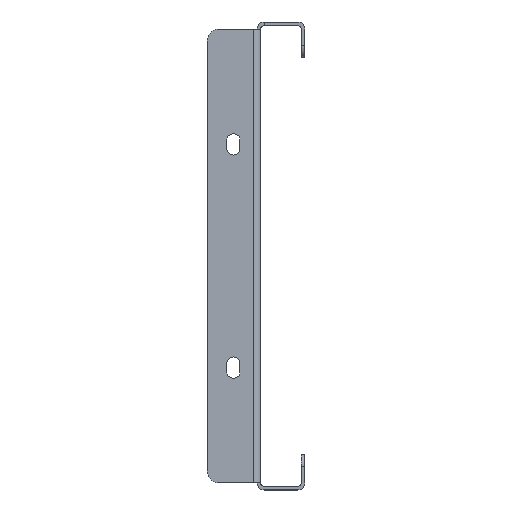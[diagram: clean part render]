
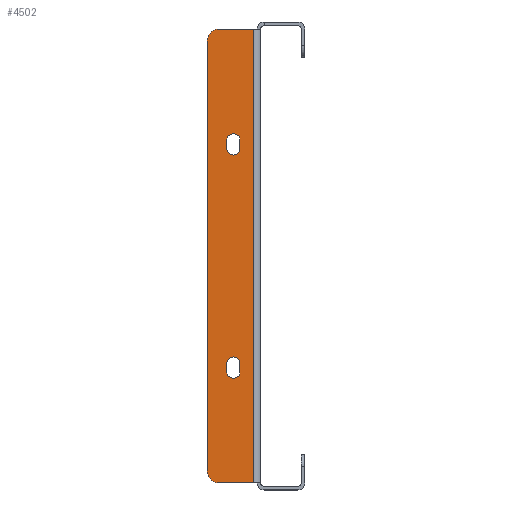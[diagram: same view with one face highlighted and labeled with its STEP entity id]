
A CAD part, left-side view. The second image highlights one B-rep face of the part: STEP entity #4502.
In plain terms, the highlighted planar face has unit normal (-1, 0, 0).
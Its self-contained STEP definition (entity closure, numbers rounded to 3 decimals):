
#8 = CARTESIAN_POINT ( 'NONE',  ( -246., 21., 95.5 ) ) ;
#111 = VECTOR ( 'NONE', #6371, 1000. ) ;
#145 = ORIENTED_EDGE ( 'NONE', *, *, #6315, .F. ) ;
#169 = FACE_BOUND ( 'NONE', #6395, .T. ) ;
#172 = VECTOR ( 'NONE', #3262, 1000. ) ;
#186 = ORIENTED_EDGE ( 'NONE', *, *, #340, .F. ) ;
#219 = CARTESIAN_POINT ( 'NONE',  ( -246., 12.75, 45.25 ) ) ;
#226 = VERTEX_POINT ( 'NONE', #6568 ) ;
#331 = EDGE_CURVE ( 'NONE', #4471, #1830, #6666, .T. ) ;
#340 = EDGE_CURVE ( 'NONE', #5246, #2054, #4558, .T. ) ;
#484 = ORIENTED_EDGE ( 'NONE', *, *, #3538, .F. ) ;
#560 = CARTESIAN_POINT ( 'NONE',  ( -246., 10., 45.25 ) ) ;
#566 = AXIS2_PLACEMENT_3D ( 'NONE', #3844, #6436, #2820 ) ;
#594 = LINE ( 'NONE', #2693, #111 ) ;
#687 = DIRECTION ( 'NONE',  ( 0., -1., 0. ) ) ;
#702 = EDGE_CURVE ( 'NONE', #2170, #2054, #3725, .T. ) ;
#793 = EDGE_CURVE ( 'NONE', #1377, #226, #594, .T. ) ;
#913 = DIRECTION ( 'NONE',  ( 0., 1., 0. ) ) ;
#1193 = VERTEX_POINT ( 'NONE', #5768 ) ;
#1194 = LINE ( 'NONE', #8, #172 ) ;
#1225 = VECTOR ( 'NONE', #5782, 1000. ) ;
#1297 = CARTESIAN_POINT ( 'NONE',  ( -246., 7.25, -45.25 ) ) ;
#1335 = LINE ( 'NONE', #1297, #4655 ) ;
#1377 = VERTEX_POINT ( 'NONE', #6147 ) ;
#1440 = CARTESIAN_POINT ( 'NONE',  ( -246., 0., 95.5 ) ) ;
#1570 = CARTESIAN_POINT ( 'NONE',  ( -246., 7.25, -45.25 ) ) ;
#1593 = DIRECTION ( 'NONE',  ( 0., -1., 0. ) ) ;
#1683 = DIRECTION ( 'NONE',  ( -1., 0., 0. ) ) ;
#1780 = ORIENTED_EDGE ( 'NONE', *, *, #4019, .F. ) ;
#1809 = EDGE_CURVE ( 'NONE', #6647, #3300, #3535, .T. ) ;
#1814 = VECTOR ( 'NONE', #5113, 1000. ) ;
#1822 = VECTOR ( 'NONE', #6063, 1000. ) ;
#1830 = VERTEX_POINT ( 'NONE', #4582 ) ;
#1914 = CARTESIAN_POINT ( 'NONE',  ( -246., 10., -45.25 ) ) ;
#1928 = DIRECTION ( 'NONE',  ( -1., 0., 0. ) ) ;
#1992 = AXIS2_PLACEMENT_3D ( 'NONE', #1914, #5616, #913 ) ;
#2054 = VERTEX_POINT ( 'NONE', #6374 ) ;
#2081 = VECTOR ( 'NONE', #5142, 1000. ) ;
#2170 = VERTEX_POINT ( 'NONE', #2214 ) ;
#2214 = CARTESIAN_POINT ( 'NONE',  ( -246., 21., -90.5 ) ) ;
#2403 = ORIENTED_EDGE ( 'NONE', *, *, #3460, .T. ) ;
#2512 = EDGE_CURVE ( 'NONE', #3685, #4242, #3638, .T. ) ;
#2693 = CARTESIAN_POINT ( 'NONE',  ( -246., 7.25, 45.25 ) ) ;
#2713 = CARTESIAN_POINT ( 'NONE',  ( -246., 16., 90.5 ) ) ;
#2739 = AXIS2_PLACEMENT_3D ( 'NONE', #3169, #3789, #1593 ) ;
#2747 = DIRECTION ( 'NONE',  ( 0., -1., 0. ) ) ;
#2786 = CIRCLE ( 'NONE', #6413, 2.75 ) ;
#2820 = DIRECTION ( 'NONE',  ( 0., 1., 0. ) ) ;
#2822 = CARTESIAN_POINT ( 'NONE',  ( -246., 1.5, -95.5 ) ) ;
#2849 = CARTESIAN_POINT ( 'NONE',  ( -246., 12.75, -48.75 ) ) ;
#2871 = ORIENTED_EDGE ( 'NONE', *, *, #2512, .F. ) ;
#2908 = DIRECTION ( 'NONE',  ( 0., -1., 0. ) ) ;
#3023 = EDGE_CURVE ( 'NONE', #5246, #1830, #5335, .T. ) ;
#3050 = LINE ( 'NONE', #5141, #1814 ) ;
#3169 = CARTESIAN_POINT ( 'NONE',  ( -246., 16., -90.5 ) ) ;
#3262 = DIRECTION ( 'NONE',  ( 0., 0., 1. ) ) ;
#3300 = VERTEX_POINT ( 'NONE', #5188 ) ;
#3351 = AXIS2_PLACEMENT_3D ( 'NONE', #4012, #1928, #5698 ) ;
#3460 = EDGE_CURVE ( 'NONE', #4471, #6510, #6635, .T. ) ;
#3535 = CIRCLE ( 'NONE', #1992, 2.75 ) ;
#3538 = EDGE_CURVE ( 'NONE', #5690, #1377, #2786, .T. ) ;
#3544 = CARTESIAN_POINT ( 'NONE',  ( -246., 7.25, -48.75 ) ) ;
#3638 = CIRCLE ( 'NONE', #566, 2.75 ) ;
#3685 = VERTEX_POINT ( 'NONE', #2849 ) ;
#3725 = CIRCLE ( 'NONE', #2739, 5. ) ;
#3783 = EDGE_CURVE ( 'NONE', #226, #1193, #4764, .T. ) ;
#3789 = DIRECTION ( 'NONE',  ( -1., 0., 0. ) ) ;
#3844 = CARTESIAN_POINT ( 'NONE',  ( -246., 10., -48.75 ) ) ;
#3866 = DIRECTION ( 'NONE',  ( -1., 0., 0. ) ) ;
#3898 = PLANE ( 'NONE',  #5648 ) ;
#4012 = CARTESIAN_POINT ( 'NONE',  ( -246., 10., 48.75 ) ) ;
#4019 = EDGE_CURVE ( 'NONE', #2170, #6510, #1194, .T. ) ;
#4067 = EDGE_CURVE ( 'NONE', #4242, #6647, #1335, .T. ) ;
#4153 = VECTOR ( 'NONE', #6695, 1000. ) ;
#4189 = ORIENTED_EDGE ( 'NONE', *, *, #3023, .T. ) ;
#4194 = EDGE_CURVE ( 'NONE', #3300, #3685, #3050, .T. ) ;
#4242 = VERTEX_POINT ( 'NONE', #3544 ) ;
#4299 = CARTESIAN_POINT ( 'NONE',  ( -246., 1.5, 0. ) ) ;
#4320 = AXIS2_PLACEMENT_3D ( 'NONE', #2713, #1683, #2747 ) ;
#4348 = FACE_BOUND ( 'NONE', #6579, .T. ) ;
#4412 = FACE_OUTER_BOUND ( 'NONE', #5986, .T. ) ;
#4471 = VERTEX_POINT ( 'NONE', #5415 ) ;
#4502 = ADVANCED_FACE ( 'NONE', ( #169, #4348, #4412 ), #3898, .T. ) ;
#4558 = LINE ( 'NONE', #6185, #2081 ) ;
#4582 = CARTESIAN_POINT ( 'NONE',  ( -246., 1.5, 95.5 ) ) ;
#4606 = ORIENTED_EDGE ( 'NONE', *, *, #1809, .F. ) ;
#4614 = ORIENTED_EDGE ( 'NONE', *, *, #4067, .F. ) ;
#4655 = VECTOR ( 'NONE', #4981, 1000. ) ;
#4673 = CARTESIAN_POINT ( 'NONE',  ( -246., 21., 90.5 ) ) ;
#4764 = CIRCLE ( 'NONE', #3351, 2.75 ) ;
#4808 = CARTESIAN_POINT ( 'NONE',  ( -246., 12.75, 45.25 ) ) ;
#4922 = LINE ( 'NONE', #219, #1822 ) ;
#4981 = DIRECTION ( 'NONE',  ( 0., 0., 1. ) ) ;
#5046 = ORIENTED_EDGE ( 'NONE', *, *, #702, .T. ) ;
#5113 = DIRECTION ( 'NONE',  ( 0., 0., -1. ) ) ;
#5141 = CARTESIAN_POINT ( 'NONE',  ( -246., 12.75, -45.25 ) ) ;
#5142 = DIRECTION ( 'NONE',  ( 0., 1., 0. ) ) ;
#5188 = CARTESIAN_POINT ( 'NONE',  ( -246., 12.75, -45.25 ) ) ;
#5246 = VERTEX_POINT ( 'NONE', #2822 ) ;
#5335 = LINE ( 'NONE', #4299, #1225 ) ;
#5380 = CARTESIAN_POINT ( 'NONE',  ( -246., 0., 0. ) ) ;
#5415 = CARTESIAN_POINT ( 'NONE',  ( -246., 16., 95.5 ) ) ;
#5421 = ORIENTED_EDGE ( 'NONE', *, *, #4194, .F. ) ;
#5475 = ORIENTED_EDGE ( 'NONE', *, *, #331, .F. ) ;
#5616 = DIRECTION ( 'NONE',  ( -1., 0., 0. ) ) ;
#5648 = AXIS2_PLACEMENT_3D ( 'NONE', #5380, #3866, #2908 ) ;
#5690 = VERTEX_POINT ( 'NONE', #4808 ) ;
#5698 = DIRECTION ( 'NONE',  ( 0., -1., 0. ) ) ;
#5768 = CARTESIAN_POINT ( 'NONE',  ( -246., 12.75, 48.75 ) ) ;
#5782 = DIRECTION ( 'NONE',  ( 0., 0., 1. ) ) ;
#5810 = ORIENTED_EDGE ( 'NONE', *, *, #3783, .F. ) ;
#5986 = EDGE_LOOP ( 'NONE', ( #5475, #2403, #1780, #5046, #186, #4189 ) ) ;
#6027 = ORIENTED_EDGE ( 'NONE', *, *, #793, .F. ) ;
#6063 = DIRECTION ( 'NONE',  ( 0., 0., -1. ) ) ;
#6147 = CARTESIAN_POINT ( 'NONE',  ( -246., 7.25, 45.25 ) ) ;
#6185 = CARTESIAN_POINT ( 'NONE',  ( -246., 21., -95.5 ) ) ;
#6275 = DIRECTION ( 'NONE',  ( -1., 0., 0. ) ) ;
#6315 = EDGE_CURVE ( 'NONE', #1193, #5690, #4922, .T. ) ;
#6371 = DIRECTION ( 'NONE',  ( 0., 0., 1. ) ) ;
#6374 = CARTESIAN_POINT ( 'NONE',  ( -246., 16., -95.5 ) ) ;
#6395 = EDGE_LOOP ( 'NONE', ( #484, #145, #5810, #6027 ) ) ;
#6413 = AXIS2_PLACEMENT_3D ( 'NONE', #560, #6275, #687 ) ;
#6436 = DIRECTION ( 'NONE',  ( -1., 0., 0. ) ) ;
#6510 = VERTEX_POINT ( 'NONE', #4673 ) ;
#6568 = CARTESIAN_POINT ( 'NONE',  ( -246., 7.25, 48.75 ) ) ;
#6579 = EDGE_LOOP ( 'NONE', ( #4606, #4614, #2871, #5421 ) ) ;
#6635 = CIRCLE ( 'NONE', #4320, 5. ) ;
#6647 = VERTEX_POINT ( 'NONE', #1570 ) ;
#6666 = LINE ( 'NONE', #1440, #4153 ) ;
#6695 = DIRECTION ( 'NONE',  ( 0., -1., 0. ) ) ;
